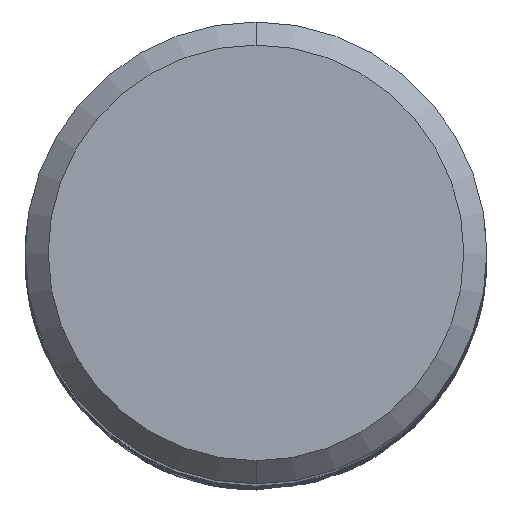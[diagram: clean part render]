
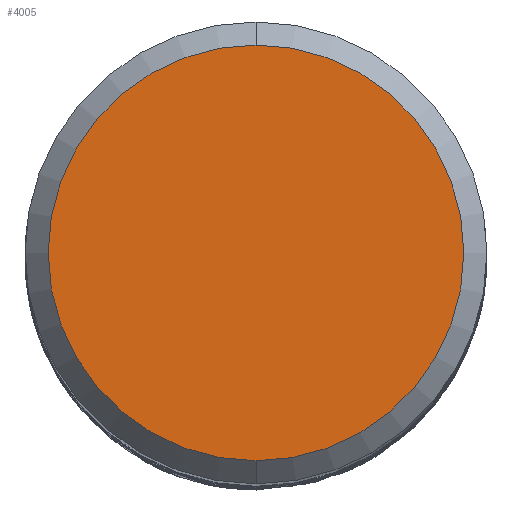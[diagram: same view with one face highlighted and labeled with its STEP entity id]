
A CAD part, top view. The second image highlights one B-rep face of the part: STEP entity #4005.
In plain terms, the highlighted planar face has unit normal (0, 0, 1).
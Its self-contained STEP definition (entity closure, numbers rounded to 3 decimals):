
#1445=VERTEX_POINT('',#4145);
#1699=EDGE_CURVE('',#1815,#1445,#4423,.T.);
#1815=VERTEX_POINT('',#4552);
#3173=EDGE_CURVE('',#1445,#1815,#6029,.T.);
#4005=ADVANCED_FACE('',(#6928),#6929,.T.);
#4145=CARTESIAN_POINT('',(0.,-9.0,0.0));
#4423=CIRCLE('',#12052,9.0);
#4552=CARTESIAN_POINT('',(0.0,9.0,0.0));
#6029=CIRCLE('',#36658,9.0);
#6928=FACE_OUTER_BOUND('',#50079,.T.);
#6929=PLANE('',#50080);
#12052=AXIS2_PLACEMENT_3D('',#51914,#51915,#51916);
#36658=AXIS2_PLACEMENT_3D('',#53601,#53602,#53603);
#50079=EDGE_LOOP('',(#54474,#54475));
#50080=AXIS2_PLACEMENT_3D('',#54476,#54477,#54478);
#51914=CARTESIAN_POINT('',(0.0,0.0,0.0));
#51915=DIRECTION('',(0.0,0.0,-1.0));
#51916=DIRECTION('',(0.0,1.0,0.0));
#53601=CARTESIAN_POINT('',(0.0,0.0,0.0));
#53602=DIRECTION('',(0.0,0.0,-1.0));
#53603=DIRECTION('',(0.0,1.0,0.0));
#54474=ORIENTED_EDGE('',*,*,#1699,.F.);
#54475=ORIENTED_EDGE('',*,*,#3173,.F.);
#54476=CARTESIAN_POINT('',(0.0,4.5,0.0));
#54477=DIRECTION('',(-0.0,0.0,1.0));
#54478=DIRECTION('',(0.0,-1.0,0.0));
